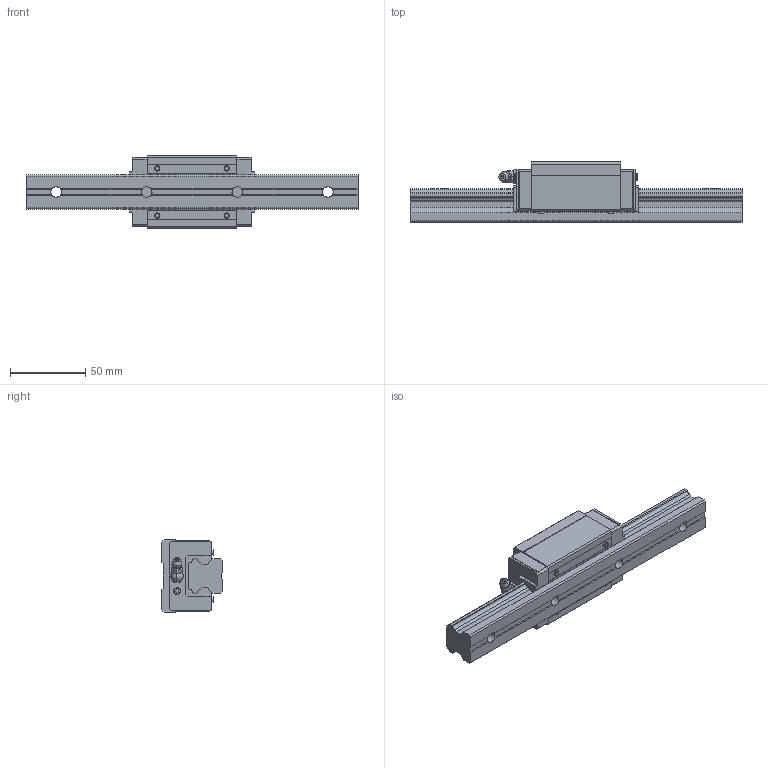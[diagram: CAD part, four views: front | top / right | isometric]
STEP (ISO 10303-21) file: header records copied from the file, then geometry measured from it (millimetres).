
FILE_DESCRIPTION( ( '' ), '1' );
FILE_NAME( 'HSR25 R 1 SS +220L( 20B-M6F068.45000).stp', '2015-10-08T14:56:05', ( '' ), ( '' ), ' ', ' ', ' ' );
FILE_SCHEMA( ( 'automotive_design' ) );
Length unit declared in the file: millimetre
Products named in the file (3): 1; 2; 3
Bounding box: 220 x 40 x 48 mm (x, y, z)
Volume: 186435.7 mm3; surface area: 42924.2 mm2
Topology: 3 solids, 3 shells, 314 faces, 853 edges, 550 vertices
Faces by surface type: plane 190, cylinder 58, cone 38, torus 22, sphere 6
Entity records: 19375 total; most frequent: CARTESIAN_POINT 1822, DIRECTION 1712, STYLED_ITEM 1704, PRESENTATION_STYLE_ASSIGNMENT 1704, COLOUR_RGB 1704, ORIENTED_EDGE 1674, EDGE_CURVE 837, CURVE_STYLE 837
